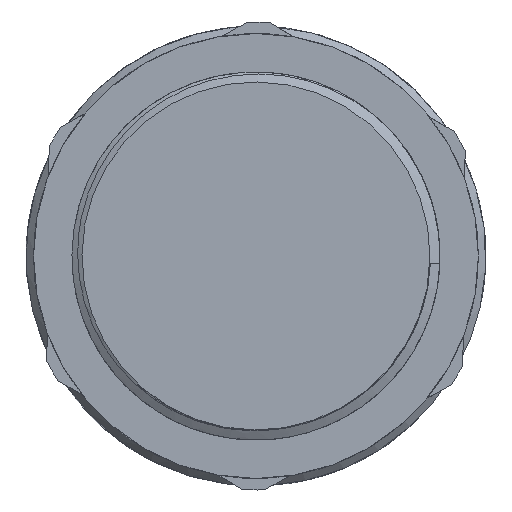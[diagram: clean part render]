
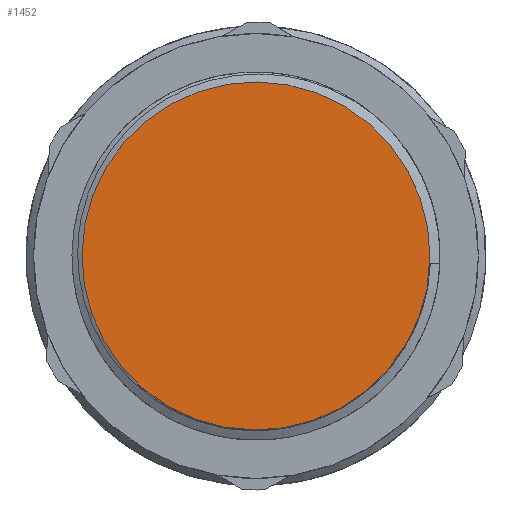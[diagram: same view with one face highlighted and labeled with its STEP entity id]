
A CAD part, front view. The second image highlights one B-rep face of the part: STEP entity #1452.
In plain terms, the highlighted planar face has unit normal (0, -1, 0).
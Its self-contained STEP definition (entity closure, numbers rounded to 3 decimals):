
#81=PLANE('',#1625);
#162=FACE_OUTER_BOUND('',#246,.T.);
#246=EDGE_LOOP('',(#1260,#1261));
#319=CIRCLE('',#1623,15.06);
#320=CIRCLE('',#1624,15.06);
#645=VERTEX_POINT('',#4159);
#646=VERTEX_POINT('',#4161);
#850=EDGE_CURVE('',#646,#645,#319,.T.);
#851=EDGE_CURVE('',#645,#646,#320,.T.);
#1260=ORIENTED_EDGE('',*,*,#850,.T.);
#1261=ORIENTED_EDGE('',*,*,#851,.T.);
#1452=ADVANCED_FACE('',(#162),#81,.T.);
#1623=AXIS2_PLACEMENT_3D('',#4162,#2006,#2007);
#1624=AXIS2_PLACEMENT_3D('',#4163,#2008,#2009);
#1625=AXIS2_PLACEMENT_3D('',#4164,#2010,#2011);
#2006=DIRECTION('center_axis',(0.,-1.,0.));
#2007=DIRECTION('ref_axis',(1.,0.,-0.01));
#2008=DIRECTION('center_axis',(0.,-1.,0.));
#2009=DIRECTION('ref_axis',(1.,0.,-0.01));
#2010=DIRECTION('center_axis',(0.,-1.,0.));
#2011=DIRECTION('ref_axis',(-0.01,0.,-1.));
#4159=CARTESIAN_POINT('',(-15.059,-35.922,0.157));
#4161=CARTESIAN_POINT('',(15.059,-35.922,-0.157));
#4162=CARTESIAN_POINT('Origin',(0.,-35.922,
0.));
#4163=CARTESIAN_POINT('Origin',(0.,-35.922,
0.));
#4164=CARTESIAN_POINT('Origin',(13.399,-35.922,-0.14));
